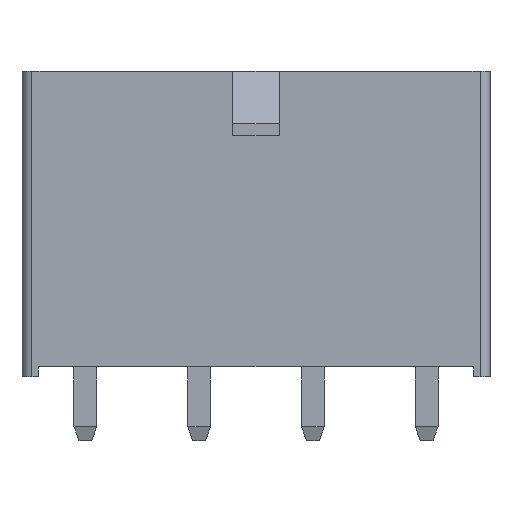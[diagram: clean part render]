
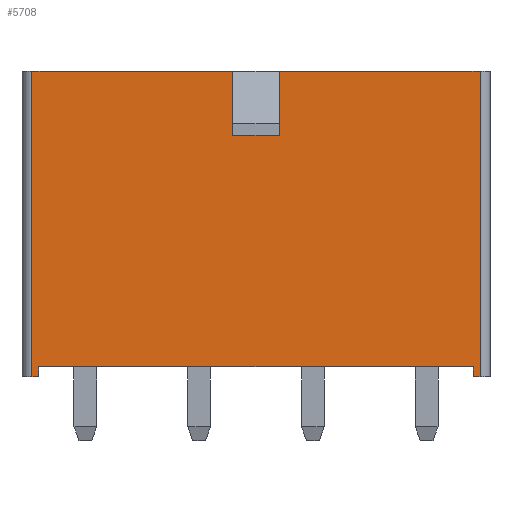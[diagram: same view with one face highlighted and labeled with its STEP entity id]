
A CAD part, front view. The second image highlights one B-rep face of the part: STEP entity #5708.
In plain terms, the highlighted face is planar.
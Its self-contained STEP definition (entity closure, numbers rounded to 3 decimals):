
#134=ORIENTED_EDGE('',*,*,#1269,.F.);
#135=ORIENTED_EDGE('',*,*,#1267,.T.);
#136=ORIENTED_EDGE('',*,*,#1270,.T.);
#137=ORIENTED_EDGE('',*,*,#1271,.T.);
#138=ORIENTED_EDGE('',*,*,#1272,.F.);
#139=ORIENTED_EDGE('',*,*,#1273,.F.);
#140=ORIENTED_EDGE('',*,*,#1274,.F.);
#141=ORIENTED_EDGE('',*,*,#1275,.T.);
#142=ORIENTED_EDGE('',*,*,#1276,.F.);
#143=ORIENTED_EDGE('',*,*,#1277,.F.);
#144=ORIENTED_EDGE('',*,*,#1278,.T.);
#145=ORIENTED_EDGE('',*,*,#1279,.F.);
#1267=EDGE_CURVE('',#1834,#1833,#2188,.T.);
#1269=EDGE_CURVE('',#1834,#1835,#2190,.T.);
#1270=EDGE_CURVE('',#1833,#1836,#2191,.T.);
#1271=EDGE_CURVE('',#1836,#1837,#2192,.T.);
#1272=EDGE_CURVE('',#1838,#1837,#2193,.T.);
#1273=EDGE_CURVE('',#1839,#1838,#2194,.T.);
#1274=EDGE_CURVE('',#1840,#1839,#2195,.T.);
#1275=EDGE_CURVE('',#1840,#1841,#2196,.T.);
#1276=EDGE_CURVE('',#1842,#1841,#2197,.T.);
#1277=EDGE_CURVE('',#1843,#1842,#2198,.T.);
#1278=EDGE_CURVE('',#1843,#1844,#2199,.T.);
#1279=EDGE_CURVE('',#1835,#1844,#2200,.T.);
#1833=VERTEX_POINT('',#7413);
#1834=VERTEX_POINT('',#7415);
#1835=VERTEX_POINT('',#7419);
#1836=VERTEX_POINT('',#7421);
#1837=VERTEX_POINT('',#7423);
#1838=VERTEX_POINT('',#7425);
#1839=VERTEX_POINT('',#7427);
#1840=VERTEX_POINT('',#7429);
#1841=VERTEX_POINT('',#7431);
#1842=VERTEX_POINT('',#7433);
#1843=VERTEX_POINT('',#7435);
#1844=VERTEX_POINT('',#7437);
#2188=LINE('',#7414,#2723);
#2190=LINE('',#7418,#2725);
#2191=LINE('',#7420,#2726);
#2192=LINE('',#7422,#2727);
#2193=LINE('',#7424,#2728);
#2194=LINE('',#7426,#2729);
#2195=LINE('',#7428,#2730);
#2196=LINE('',#7430,#2731);
#2197=LINE('',#7432,#2732);
#2198=LINE('',#7434,#2733);
#2199=LINE('',#7436,#2734);
#2200=LINE('',#7438,#2735);
#2723=VECTOR('',#6296,1000.);
#2725=VECTOR('',#6300,1000.);
#2726=VECTOR('',#6301,1000.);
#2727=VECTOR('',#6302,1000.);
#2728=VECTOR('',#6303,1000.);
#2729=VECTOR('',#6304,1000.);
#2730=VECTOR('',#6305,1000.);
#2731=VECTOR('',#6306,1000.);
#2732=VECTOR('',#6307,1000.);
#2733=VECTOR('',#6308,1000.);
#2734=VECTOR('',#6309,1000.);
#2735=VECTOR('',#6310,1000.);
#3240=EDGE_LOOP('',(#134,#135,#136,#137,#138,#139,#140,#141,#142,#143,#144,
#145));
#3503=FACE_BOUND('',#3240,.T.);
#3764=PLANE('',#5964);
#5708=ADVANCED_FACE('',(#3503),#3764,.F.);
#5964=AXIS2_PLACEMENT_3D('',#7417,#6298,#6299);
#6296=DIRECTION('',(0.,1.,0.));
#6298=DIRECTION('',(0.,0.,-1.));
#6299=DIRECTION('',(-1.,0.,0.));
#6300=DIRECTION('',(1.,0.,0.));
#6301=DIRECTION('',(-1.,0.,0.));
#6302=DIRECTION('',(0.,-1.,0.));
#6303=DIRECTION('',(-1.,0.,0.));
#6304=DIRECTION('',(0.,-1.,0.));
#6305=DIRECTION('',(-1.,0.,0.));
#6306=DIRECTION('',(0.,-1.,0.));
#6307=DIRECTION('',(-1.,0.,0.));
#6308=DIRECTION('',(0.,-1.,0.));
#6309=DIRECTION('',(-1.,0.,0.));
#6310=DIRECTION('',(0.,1.,0.));
#7413=CARTESIAN_POINT('',(-10.875,7.65,3.4));
#7414=CARTESIAN_POINT('',(-10.875,7.15,3.4));
#7415=CARTESIAN_POINT('',(-10.875,7.15,3.4));
#7417=CARTESIAN_POINT('',(11.725,7.65,3.4));
#7418=CARTESIAN_POINT('',(-10.875,7.15,3.4));
#7419=CARTESIAN_POINT('',(10.875,7.15,3.4));
#7420=CARTESIAN_POINT('',(11.725,7.65,3.4));
#7421=CARTESIAN_POINT('',(-11.225,7.65,3.4));
#7422=CARTESIAN_POINT('',(-11.225,7.65,3.4));
#7423=CARTESIAN_POINT('',(-11.225,-7.65,3.4));
#7424=CARTESIAN_POINT('',(11.725,-7.65,3.4));
#7425=CARTESIAN_POINT('',(-1.175,-7.65,3.4));
#7426=CARTESIAN_POINT('',(-1.175,-4.65,3.4));
#7427=CARTESIAN_POINT('',(-1.175,-4.65,3.4));
#7428=CARTESIAN_POINT('',(1.175,-4.65,3.4));
#7429=CARTESIAN_POINT('',(1.175,-4.65,3.4));
#7430=CARTESIAN_POINT('',(1.175,-4.65,3.4));
#7431=CARTESIAN_POINT('',(1.175,-7.65,3.4));
#7432=CARTESIAN_POINT('',(11.725,-7.65,3.4));
#7433=CARTESIAN_POINT('',(11.225,-7.65,3.4));
#7434=CARTESIAN_POINT('',(11.225,7.65,3.4));
#7435=CARTESIAN_POINT('',(11.225,7.65,3.4));
#7436=CARTESIAN_POINT('',(11.725,7.65,3.4));
#7437=CARTESIAN_POINT('',(10.875,7.65,3.4));
#7438=CARTESIAN_POINT('',(10.875,7.15,3.4));
